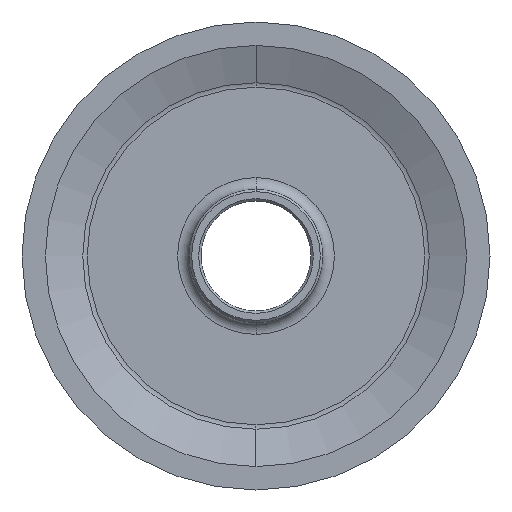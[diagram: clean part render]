
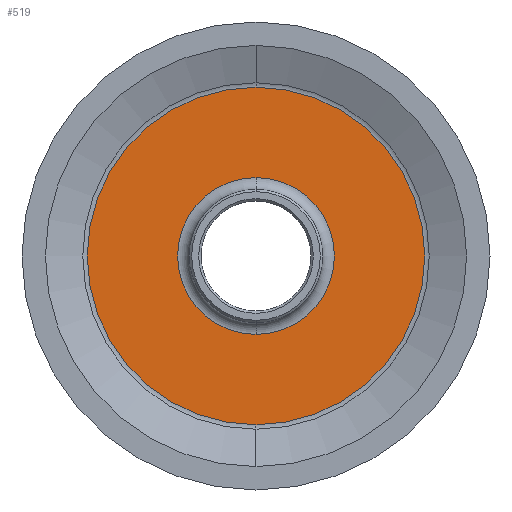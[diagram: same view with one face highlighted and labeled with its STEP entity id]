
A CAD part, left-side view. The second image highlights one B-rep face of the part: STEP entity #519.
In plain terms, the highlighted planar face has unit normal (-1, 0, 0).
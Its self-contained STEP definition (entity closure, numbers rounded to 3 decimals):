
#19 = EDGE_CURVE ( 'NONE', #381, #579, #1285, .T. ) ;
#97 = AXIS2_PLACEMENT_3D ( 'NONE', #1103, #1316, #465 ) ;
#183 = ORIENTED_EDGE ( 'NONE', *, *, #920, .F. ) ;
#206 = EDGE_CURVE ( 'NONE', #579, #381, #361, .T. ) ;
#223 = DIRECTION ( 'NONE',  ( 0., 0., 1. ) ) ;
#241 = DIRECTION ( 'NONE',  ( -1., 0., 0. ) ) ;
#322 = ORIENTED_EDGE ( 'NONE', *, *, #19, .T. ) ;
#329 = DIRECTION ( 'NONE',  ( -1., 0., 0. ) ) ;
#335 = DIRECTION ( 'NONE',  ( -1., 0., 0. ) ) ;
#347 = CARTESIAN_POINT ( 'NONE',  ( -2., 0., 0. ) ) ;
#361 = CIRCLE ( 'NONE', #1135, 72.106 ) ;
#381 = VERTEX_POINT ( 'NONE', #488 ) ;
#411 = EDGE_LOOP ( 'NONE', ( #567, #183 ) ) ;
#465 = DIRECTION ( 'NONE',  ( 0., 0., -1. ) ) ;
#472 = AXIS2_PLACEMENT_3D ( 'NONE', #1247, #329, #223 ) ;
#488 = CARTESIAN_POINT ( 'NONE',  ( -2., 0., 72.106 ) ) ;
#519 = ADVANCED_FACE ( 'NONE', ( #789, #912 ), #681, .F. ) ;
#530 = EDGE_LOOP ( 'NONE', ( #322, #699 ) ) ;
#567 = ORIENTED_EDGE ( 'NONE', *, *, #1133, .F. ) ;
#579 = VERTEX_POINT ( 'NONE', #988 ) ;
#636 = DIRECTION ( 'NONE',  ( 0., 0., 1. ) ) ;
#681 = PLANE ( 'NONE',  #97 ) ;
#684 = AXIS2_PLACEMENT_3D ( 'NONE', #749, #1178, #636 ) ;
#693 = AXIS2_PLACEMENT_3D ( 'NONE', #347, #241, #879 ) ;
#699 = ORIENTED_EDGE ( 'NONE', *, *, #206, .T. ) ;
#744 = DIRECTION ( 'NONE',  ( 0., 0., 1. ) ) ;
#749 = CARTESIAN_POINT ( 'NONE',  ( -2., 0., 0. ) ) ;
#789 = FACE_BOUND ( 'NONE', #411, .T. ) ;
#836 = CARTESIAN_POINT ( 'NONE',  ( -2., 0., 0. ) ) ;
#879 = DIRECTION ( 'NONE',  ( 0., 0., 1. ) ) ;
#887 = CIRCLE ( 'NONE', #472, 33.5 ) ;
#912 = FACE_OUTER_BOUND ( 'NONE', #530, .T. ) ;
#920 = EDGE_CURVE ( 'NONE', #1335, #1270, #1111, .T. ) ;
#988 = CARTESIAN_POINT ( 'NONE',  ( -2., 0., -72.106 ) ) ;
#1083 = CARTESIAN_POINT ( 'NONE',  ( -2., 0., 33.5 ) ) ;
#1103 = CARTESIAN_POINT ( 'NONE',  ( -2., 72.106, 0. ) ) ;
#1111 = CIRCLE ( 'NONE', #684, 33.5 ) ;
#1133 = EDGE_CURVE ( 'NONE', #1270, #1335, #887, .T. ) ;
#1135 = AXIS2_PLACEMENT_3D ( 'NONE', #836, #335, #744 ) ;
#1178 = DIRECTION ( 'NONE',  ( -1., 0., 0. ) ) ;
#1247 = CARTESIAN_POINT ( 'NONE',  ( -2., 0., 0. ) ) ;
#1270 = VERTEX_POINT ( 'NONE', #1083 ) ;
#1285 = CIRCLE ( 'NONE', #693, 72.106 ) ;
#1316 = DIRECTION ( 'NONE',  ( 1., 0., 0. ) ) ;
#1320 = CARTESIAN_POINT ( 'NONE',  ( -2., 0., -33.5 ) ) ;
#1335 = VERTEX_POINT ( 'NONE', #1320 ) ;
